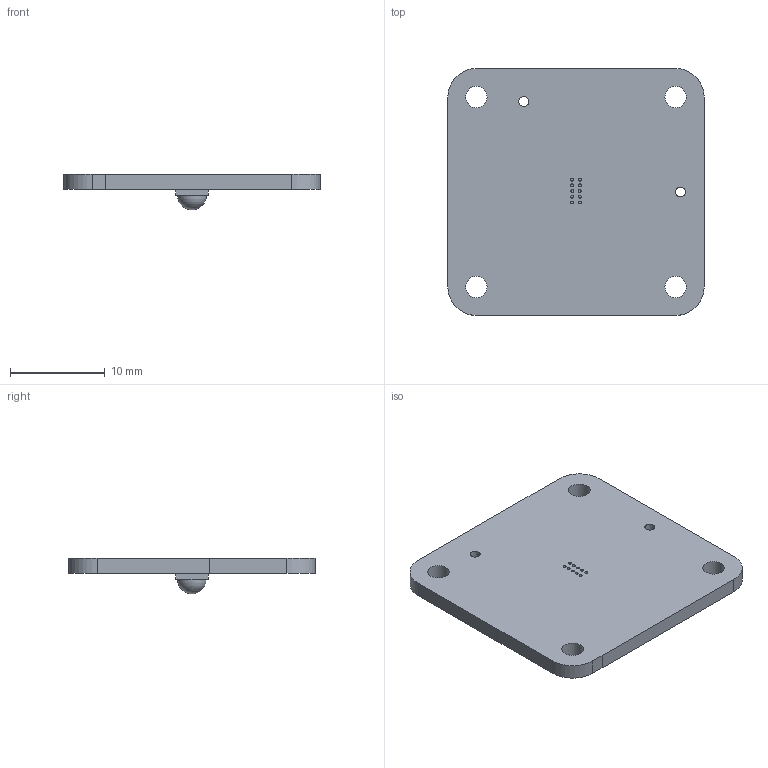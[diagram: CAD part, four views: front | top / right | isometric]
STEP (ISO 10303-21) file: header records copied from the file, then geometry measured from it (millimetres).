
FILE_DESCRIPTION(('KiCad electronic assembly'),'2;1');
FILE_NAME('ulc-mm-led.step','2022-08-10T17:28:13',('An Author'),( 'A Company'),'Open CASCADE STEP processor 7.5', 'KiCad to STEP converter','Unknown');
FILE_SCHEMA(('AUTOMOTIVE_DESIGN { 1 0 10303 214 1 1 1 1 }'));
Length unit declared in the file: millimetre
Products named in the file (4): Open CASCADE STEP translator 7.5 1; Digikey LTPL-CC034UVH405 - Digikey LTPL-C034UVH405; SOLID; COMPOUND
Assembly tree (3 placements, depth 3):
  Open CASCADE STEP translator 7.5 1
    Digikey LTPL-CC034UVH405 - Digikey LTPL-C034UVH405
      SOLID
    COMPOUND
Bounding box: 27 x 26 x 3.76 mm (x, y, z)
Volume: 1095.8 mm3; surface area: 1623.4 mm2
Topology: 2 solids, 2 shells, 35 faces, 94 edges, 63 vertices
Faces by surface type: cylinder 20, plane 14, sphere 1
Full cylindrical faces by diameter (mm): 0.3 x10, 1.05 x2, 2.261 x4
Entity records: 2526 total; most frequent: CARTESIAN_POINT 435, DIRECTION 396, LINE 192, VECTOR 192, ORIENTED_EDGE 186, PCURVE 186, DEFINITIONAL_REPRESENTATION 186, EDGE_CURVE 93
